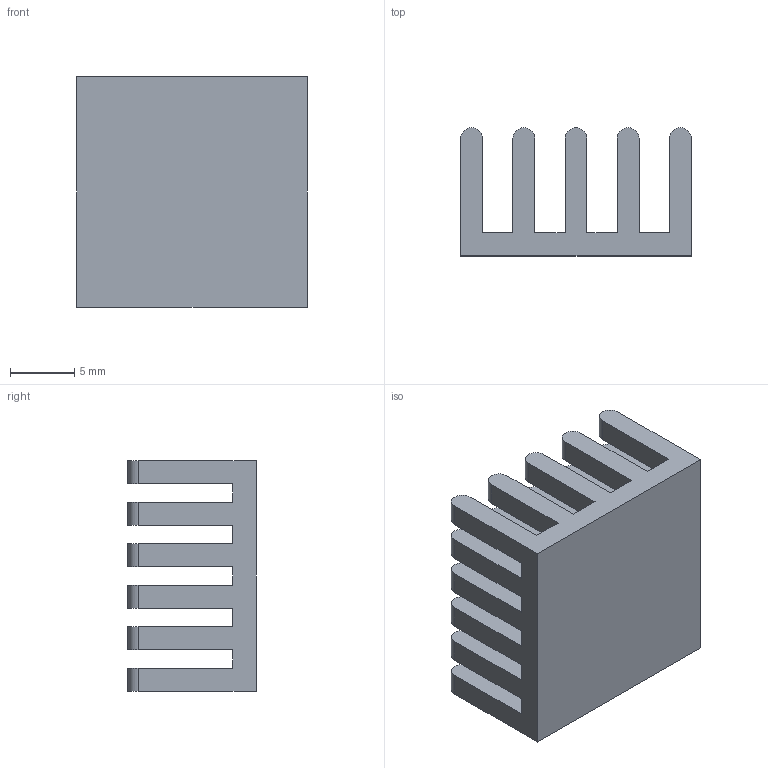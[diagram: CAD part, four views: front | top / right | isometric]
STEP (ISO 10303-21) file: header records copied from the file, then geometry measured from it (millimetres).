
FILE_DESCRIPTION (( 'STEP AP214' ), '1' );
FILE_NAME ('CUI_DEVICES_HSB06-181810.step', '2021-08-24T17:55:55', ( '' ), ( '' ), 'SwSTEP 2.0', 'SolidWorks 2021', '' );
FILE_SCHEMA (( 'AUTOMOTIVE_DESIGN' ));
Length unit declared in the file: inch
Products named in the file (1): CUI_DEVICES_HSB06-181810
Bounding box: 18 x 10 x 18 mm (x, y, z)
Volume: 1319.2 mm3; surface area: 2441.6 mm2
Topology: 1 solids, 1 shells, 134 faces, 360 edges, 240 vertices
Faces by surface type: plane 104, cylinder 30
Entity records: 4204 total; most frequent: CARTESIAN_POINT 735, ORIENTED_EDGE 720, DIRECTION 690, EDGE_CURVE 360, LINE 300, VECTOR 300, VERTEX_POINT 240, AXIS2_PLACEMENT_3D 195
